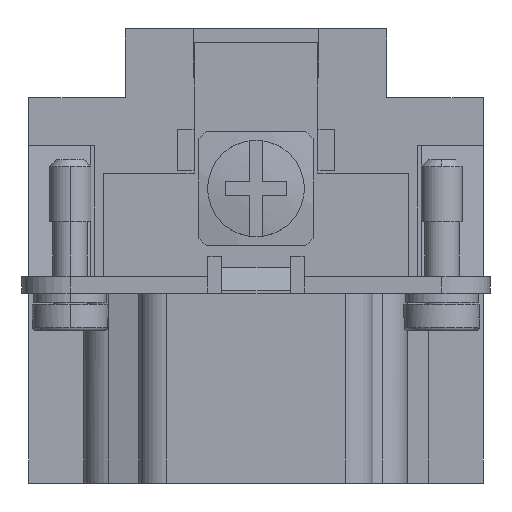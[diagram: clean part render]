
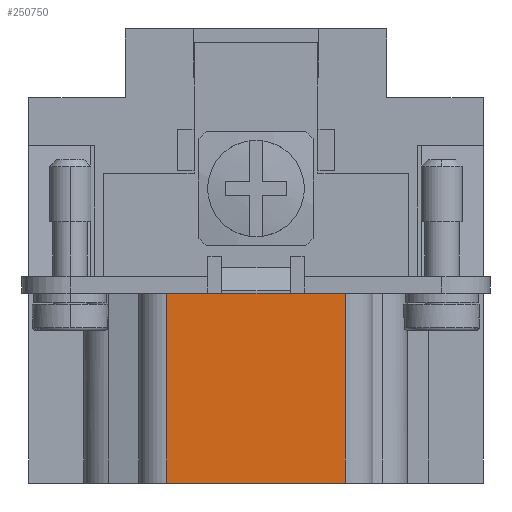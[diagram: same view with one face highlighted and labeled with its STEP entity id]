
A CAD part, left-side view. The second image highlights one B-rep face of the part: STEP entity #250750.
In plain terms, the highlighted planar face has unit normal (-1, 0, 0).
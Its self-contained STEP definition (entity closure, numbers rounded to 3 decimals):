
#207270=CARTESIAN_POINT('',(-31.5,-6.5,33.));
#207280=VERTEX_POINT('',#207270);
#207310=CARTESIAN_POINT('',(-31.5,-6.5,33.));
#207320=DIRECTION('',(0.,1.,0.));
#207330=VECTOR('',#207320,13.);
#207340=LINE('',#207310,#207330);
#207350=CARTESIAN_POINT('',(-31.5,6.5,33.));
#207360=VERTEX_POINT('',#207350);
#207370=EDGE_CURVE('',#207280,#207360,#207340,.T.);
#240540=CARTESIAN_POINT('',(-31.5,3.5,19.2));
#240550=VERTEX_POINT('',#240540);
#240580=CARTESIAN_POINT('',(-31.5,3.5,19.2));
#240590=DIRECTION('',(0.,-1.,0.));
#240600=VECTOR('',#240590,7.);
#240610=LINE('',#240580,#240600);
#240620=CARTESIAN_POINT('',(-31.5,-3.5,19.2));
#240630=VERTEX_POINT('',#240620);
#240640=EDGE_CURVE('',#240550,#240630,#240610,.T.);
#250310=CARTESIAN_POINT('',(-31.5,-6.5,19.2));
#250320=VERTEX_POINT('',#250310);
#250350=CARTESIAN_POINT('',(-31.5,-6.5,19.2));
#250360=DIRECTION('',(0.,0.,1.));
#250370=VECTOR('',#250360,13.8);
#250380=LINE('',#250350,#250370);
#250390=EDGE_CURVE('',#250320,#207280,#250380,.T.);
#250450=CARTESIAN_POINT('',(-31.5,-6.5,19.2));
#250460=DIRECTION('',(-1.,0.,0.));
#250470=DIRECTION('',(0.,0.,1.));
#250480=AXIS2_PLACEMENT_3D('',#250450,#250460,#250470);
#250490=PLANE('',#250480);
#250500=ORIENTED_EDGE('',*,*,#250390,.T.);
#250510=CARTESIAN_POINT('',(-31.5,-6.5,19.2));
#250520=DIRECTION('',(0.,1.,0.));
#250530=VECTOR('',#250520,3.);
#250540=LINE('',#250510,#250530);
#250550=EDGE_CURVE('',#250320,#240630,#250540,.T.);
#250560=ORIENTED_EDGE('',*,*,#250550,.F.);
#250570=ORIENTED_EDGE('',*,*,#240640,.T.);
#250580=CARTESIAN_POINT('',(-31.5,3.5,19.2));
#250590=DIRECTION('',(0.,1.,0.));
#250600=VECTOR('',#250590,3.);
#250610=LINE('',#250580,#250600);
#250620=CARTESIAN_POINT('',(-31.5,6.5,19.2));
#250630=VERTEX_POINT('',#250620);
#250640=EDGE_CURVE('',#240550,#250630,#250610,.T.);
#250650=ORIENTED_EDGE('',*,*,#250640,.F.);
#250660=CARTESIAN_POINT('',(-31.5,6.5,19.2));
#250670=DIRECTION('',(0.,0.,1.));
#250680=VECTOR('',#250670,13.8);
#250690=LINE('',#250660,#250680);
#250700=EDGE_CURVE('',#250630,#207360,#250690,.T.);
#250710=ORIENTED_EDGE('',*,*,#250700,.F.);
#250720=ORIENTED_EDGE('',*,*,#207370,.T.);
#250730=EDGE_LOOP('',(#250720,#250710,#250650,#250570,#250560,#250500));
#250740=FACE_OUTER_BOUND('',#250730,.T.);
#250750=ADVANCED_FACE('',(#250740),#250490,.T.);
